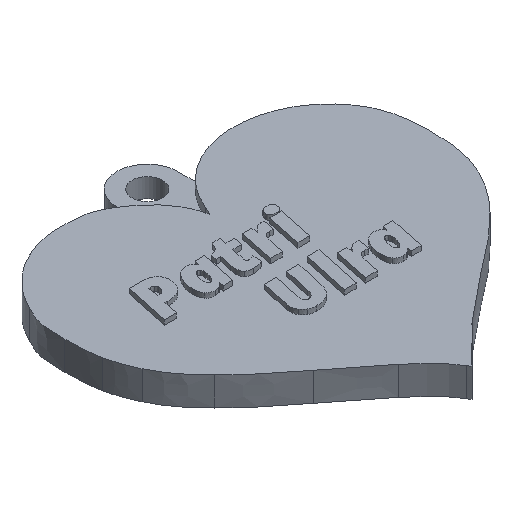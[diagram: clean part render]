
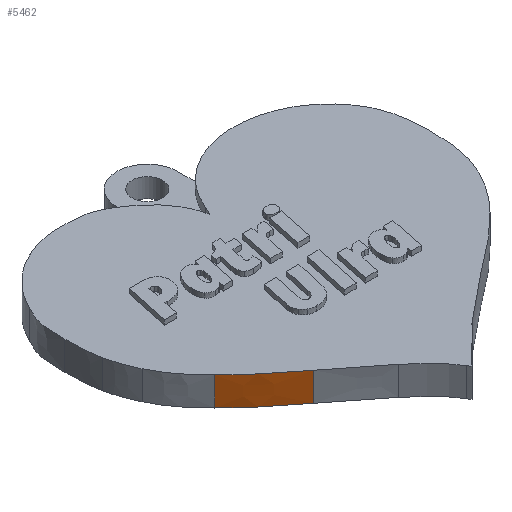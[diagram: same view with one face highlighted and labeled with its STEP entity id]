
A CAD part, isometric view. The second image highlights one B-rep face of the part: STEP entity #5462.
In plain terms, the highlighted face is a extrusion surface.
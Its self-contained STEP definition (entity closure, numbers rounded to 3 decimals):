
#647 = PLANE('',#648);
#648 = AXIS2_PLACEMENT_3D('',#649,#650,#651);
#649 = CARTESIAN_POINT('',(-0.305,-27.232,3.));
#650 = DIRECTION('',(0.,0.,-1.));
#651 = DIRECTION('',(-1.,0.,0.));
#1558 = VERTEX_POINT('',#1559);
#1559 = CARTESIAN_POINT('',(-8.742,-19.638,3.));
#1575 = SURFACE_OF_LINEAR_EXTRUSION('',#1576,#1581);
#1576 = B_SPLINE_CURVE_WITH_KNOTS('',3,(#1577,#1578,#1579,#1580),
  .UNSPECIFIED.,.F.,.F.,(4,4),(0.,1.),.PIECEWISE_BEZIER_KNOTS.);
#1577 = CARTESIAN_POINT('',(-3.72,-23.573,0.));
#1578 = CARTESIAN_POINT('',(-4.71,-22.723,0.));
#1579 = CARTESIAN_POINT('',(-5.313,-22.251,0.));
#1580 = CARTESIAN_POINT('',(-8.742,-19.638,0.));
#1581 = VECTOR('',#1582,1.);
#1582 = DIRECTION('',(-0.,-0.,-1.));
#1590 = EDGE_CURVE('',#1558,#1591,#1593,.T.);
#1591 = VERTEX_POINT('',#1592);
#1592 = CARTESIAN_POINT('',(-14.325,-14.907,3.));
#1593 = SURFACE_CURVE('',#1594,(#1599,#1607),.PCURVE_S1.);
#1594 = B_SPLINE_CURVE_WITH_KNOTS('',3,(#1595,#1596,#1597,#1598),
  .UNSPECIFIED.,.F.,.F.,(4,4),(0.,1.),.PIECEWISE_BEZIER_KNOTS.);
#1595 = CARTESIAN_POINT('',(-8.742,-19.638,3.));
#1596 = CARTESIAN_POINT('',(-11.43,-17.59,3.));
#1597 = CARTESIAN_POINT('',(-12.771,-16.454,3.));
#1598 = CARTESIAN_POINT('',(-14.325,-14.907,3.));
#1599 = PCURVE('',#647,#1600);
#1600 = DEFINITIONAL_REPRESENTATION('',(#1601),#1606);
#1601 = B_SPLINE_CURVE_WITH_KNOTS('',3,(#1602,#1603,#1604,#1605),
  .UNSPECIFIED.,.F.,.F.,(4,4),(0.,1.),.PIECEWISE_BEZIER_KNOTS.);
#1602 = CARTESIAN_POINT('',(8.437,7.594));
#1603 = CARTESIAN_POINT('',(11.125,9.641));
#1604 = CARTESIAN_POINT('',(12.466,10.778));
#1605 = CARTESIAN_POINT('',(14.02,12.325));
#1606 = ( GEOMETRIC_REPRESENTATION_CONTEXT(2) 
PARAMETRIC_REPRESENTATION_CONTEXT() REPRESENTATION_CONTEXT('2D SPACE',''
  ) );
#1607 = PCURVE('',#1608,#1616);
#1608 = SURFACE_OF_LINEAR_EXTRUSION('',#1609,#1614);
#1609 = B_SPLINE_CURVE_WITH_KNOTS('',3,(#1610,#1611,#1612,#1613),
  .UNSPECIFIED.,.F.,.F.,(4,4),(0.,1.),.PIECEWISE_BEZIER_KNOTS.);
#1610 = CARTESIAN_POINT('',(-8.742,-19.638,0.));
#1611 = CARTESIAN_POINT('',(-11.43,-17.59,0.));
#1612 = CARTESIAN_POINT('',(-12.771,-16.454,0.));
#1613 = CARTESIAN_POINT('',(-14.325,-14.907,0.));
#1614 = VECTOR('',#1615,1.);
#1615 = DIRECTION('',(-0.,-0.,-1.));
#1616 = DEFINITIONAL_REPRESENTATION('',(#1617),#1621);
#1617 = LINE('',#1618,#1619);
#1618 = CARTESIAN_POINT('',(0.,-3.));
#1619 = VECTOR('',#1620,1.);
#1620 = DIRECTION('',(1.,0.));
#1621 = ( GEOMETRIC_REPRESENTATION_CONTEXT(2) 
PARAMETRIC_REPRESENTATION_CONTEXT() REPRESENTATION_CONTEXT('2D SPACE',''
  ) );
#1641 = SURFACE_OF_LINEAR_EXTRUSION('',#1642,#1647);
#1642 = B_SPLINE_CURVE_WITH_KNOTS('',3,(#1643,#1644,#1645,#1646),
  .UNSPECIFIED.,.F.,.F.,(4,4),(0.,1.),.PIECEWISE_BEZIER_KNOTS.);
#1643 = CARTESIAN_POINT('',(-14.325,-14.907,0.));
#1644 = CARTESIAN_POINT('',(-15.878,-13.361,0.));
#1645 = CARTESIAN_POINT('',(-16.791,-12.129,0.));
#1646 = CARTESIAN_POINT('',(-17.575,-10.523,0.));
#1647 = VECTOR('',#1648,1.);
#1648 = DIRECTION('',(-0.,-0.,-1.));
#5297 = PLANE('',#5298);
#5298 = AXIS2_PLACEMENT_3D('',#5299,#5300,#5301);
#5299 = CARTESIAN_POINT('',(-0.033,-27.664,0.));
#5300 = DIRECTION('',(0.,0.,1.));
#5301 = DIRECTION('',(1.,0.,0.));
#5366 = EDGE_CURVE('',#5367,#1558,#5369,.T.);
#5367 = VERTEX_POINT('',#5368);
#5368 = CARTESIAN_POINT('',(-8.742,-19.638,0.));
#5369 = SURFACE_CURVE('',#5370,(#5374,#5381),.PCURVE_S1.);
#5370 = LINE('',#5371,#5372);
#5371 = CARTESIAN_POINT('',(-8.742,-19.638,0.));
#5372 = VECTOR('',#5373,1.);
#5373 = DIRECTION('',(0.,0.,1.));
#5374 = PCURVE('',#1575,#5375);
#5375 = DEFINITIONAL_REPRESENTATION('',(#5376),#5380);
#5376 = LINE('',#5377,#5378);
#5377 = CARTESIAN_POINT('',(1.,0.));
#5378 = VECTOR('',#5379,1.);
#5379 = DIRECTION('',(0.,-1.));
#5380 = ( GEOMETRIC_REPRESENTATION_CONTEXT(2) 
PARAMETRIC_REPRESENTATION_CONTEXT() REPRESENTATION_CONTEXT('2D SPACE',''
  ) );
#5381 = PCURVE('',#1608,#5382);
#5382 = DEFINITIONAL_REPRESENTATION('',(#5383),#5387);
#5383 = LINE('',#5384,#5385);
#5384 = CARTESIAN_POINT('',(0.,0.));
#5385 = VECTOR('',#5386,1.);
#5386 = DIRECTION('',(0.,-1.));
#5387 = ( GEOMETRIC_REPRESENTATION_CONTEXT(2) 
PARAMETRIC_REPRESENTATION_CONTEXT() REPRESENTATION_CONTEXT('2D SPACE',''
  ) );
#5462 = ADVANCED_FACE('',(#5463),#1608,.T.);
#5463 = FACE_BOUND('',#5464,.T.);
#5464 = EDGE_LOOP('',(#5465,#5466,#5467,#5490));
#5465 = ORIENTED_EDGE('',*,*,#5366,.T.);
#5466 = ORIENTED_EDGE('',*,*,#1590,.T.);
#5467 = ORIENTED_EDGE('',*,*,#5468,.F.);
#5468 = EDGE_CURVE('',#5469,#1591,#5471,.T.);
#5469 = VERTEX_POINT('',#5470);
#5470 = CARTESIAN_POINT('',(-14.325,-14.907,0.));
#5471 = SURFACE_CURVE('',#5472,(#5476,#5483),.PCURVE_S1.);
#5472 = LINE('',#5473,#5474);
#5473 = CARTESIAN_POINT('',(-14.325,-14.907,0.));
#5474 = VECTOR('',#5475,1.);
#5475 = DIRECTION('',(0.,0.,1.));
#5476 = PCURVE('',#1608,#5477);
#5477 = DEFINITIONAL_REPRESENTATION('',(#5478),#5482);
#5478 = LINE('',#5479,#5480);
#5479 = CARTESIAN_POINT('',(1.,0.));
#5480 = VECTOR('',#5481,1.);
#5481 = DIRECTION('',(0.,-1.));
#5482 = ( GEOMETRIC_REPRESENTATION_CONTEXT(2) 
PARAMETRIC_REPRESENTATION_CONTEXT() REPRESENTATION_CONTEXT('2D SPACE',''
  ) );
#5483 = PCURVE('',#1641,#5484);
#5484 = DEFINITIONAL_REPRESENTATION('',(#5485),#5489);
#5485 = LINE('',#5486,#5487);
#5486 = CARTESIAN_POINT('',(0.,0.));
#5487 = VECTOR('',#5488,1.);
#5488 = DIRECTION('',(0.,-1.));
#5489 = ( GEOMETRIC_REPRESENTATION_CONTEXT(2) 
PARAMETRIC_REPRESENTATION_CONTEXT() REPRESENTATION_CONTEXT('2D SPACE',''
  ) );
#5490 = ORIENTED_EDGE('',*,*,#5491,.F.);
#5491 = EDGE_CURVE('',#5367,#5469,#5492,.T.);
#5492 = SURFACE_CURVE('',#5493,(#5498,#5505),.PCURVE_S1.);
#5493 = B_SPLINE_CURVE_WITH_KNOTS('',3,(#5494,#5495,#5496,#5497),
  .UNSPECIFIED.,.F.,.F.,(4,4),(0.,1.),.PIECEWISE_BEZIER_KNOTS.);
#5494 = CARTESIAN_POINT('',(-8.742,-19.638,0.));
#5495 = CARTESIAN_POINT('',(-11.43,-17.59,0.));
#5496 = CARTESIAN_POINT('',(-12.771,-16.454,0.));
#5497 = CARTESIAN_POINT('',(-14.325,-14.907,0.));
#5498 = PCURVE('',#1608,#5499);
#5499 = DEFINITIONAL_REPRESENTATION('',(#5500),#5504);
#5500 = LINE('',#5501,#5502);
#5501 = CARTESIAN_POINT('',(0.,0.));
#5502 = VECTOR('',#5503,1.);
#5503 = DIRECTION('',(1.,0.));
#5504 = ( GEOMETRIC_REPRESENTATION_CONTEXT(2) 
PARAMETRIC_REPRESENTATION_CONTEXT() REPRESENTATION_CONTEXT('2D SPACE',''
  ) );
#5505 = PCURVE('',#5297,#5506);
#5506 = DEFINITIONAL_REPRESENTATION('',(#5507),#5512);
#5507 = B_SPLINE_CURVE_WITH_KNOTS('',3,(#5508,#5509,#5510,#5511),
  .UNSPECIFIED.,.F.,.F.,(4,4),(0.,1.),.PIECEWISE_BEZIER_KNOTS.);
#5508 = CARTESIAN_POINT('',(-8.709,8.026));
#5509 = CARTESIAN_POINT('',(-11.397,10.074));
#5510 = CARTESIAN_POINT('',(-12.738,11.21));
#5511 = CARTESIAN_POINT('',(-14.292,12.757));
#5512 = ( GEOMETRIC_REPRESENTATION_CONTEXT(2) 
PARAMETRIC_REPRESENTATION_CONTEXT() REPRESENTATION_CONTEXT('2D SPACE',''
  ) );
